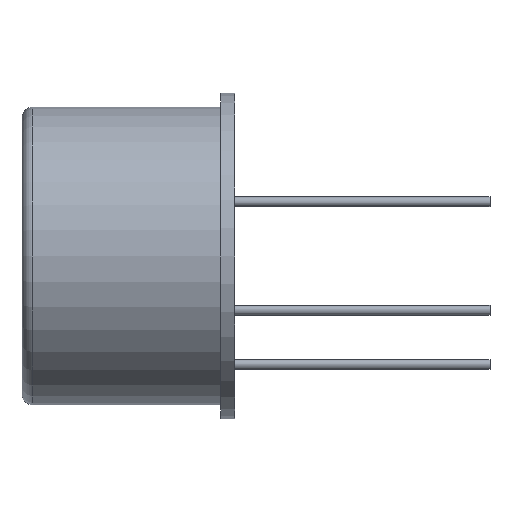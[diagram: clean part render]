
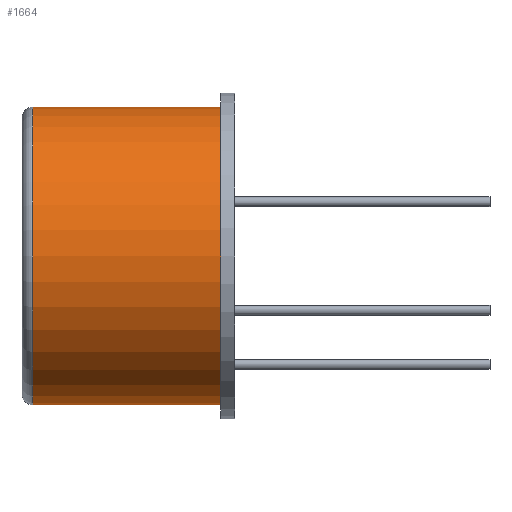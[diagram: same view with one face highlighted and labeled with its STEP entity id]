
A CAD part, left-side view. The second image highlights one B-rep face of the part: STEP entity #1664.
In plain terms, the highlighted cylindrical face has radius 7 mm (diameter 14 mm), a partial arc.
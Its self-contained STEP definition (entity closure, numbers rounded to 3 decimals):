
#61 = ORIENTED_EDGE ( 'NONE', *, *, #558, .F. ) ;
#132 = EDGE_CURVE ( 'NONE', #1154, #771, #974, .T. ) ;
#147 = DIRECTION ( 'NONE',  ( 0., -1., 0. ) ) ;
#169 = EDGE_CURVE ( 'NONE', #1154, #916, #1467, .T. ) ;
#196 = CARTESIAN_POINT ( 'NONE',  ( 0., 0.65, -7. ) ) ;
#225 = ORIENTED_EDGE ( 'NONE', *, *, #132, .T. ) ;
#286 = CYLINDRICAL_SURFACE ( 'NONE', #1459, 7. ) ;
#461 = CARTESIAN_POINT ( 'NONE',  ( 0., 0., 0. ) ) ;
#557 = LINE ( 'NONE', #1174, #1092 ) ;
#558 = EDGE_CURVE ( 'NONE', #916, #1348, #1250, .T. ) ;
#589 = CARTESIAN_POINT ( 'NONE',  ( 0., 9.5, 7. ) ) ;
#686 = CARTESIAN_POINT ( 'NONE',  ( 0., 0., 7. ) ) ;
#695 = CARTESIAN_POINT ( 'NONE',  ( 0., 9.5, 0. ) ) ;
#711 = AXIS2_PLACEMENT_3D ( 'NONE', #695, #1798, #876 ) ;
#771 = VERTEX_POINT ( 'NONE', #1448 ) ;
#780 = EDGE_LOOP ( 'NONE', ( #1220, #225, #850, #61 ) ) ;
#850 = ORIENTED_EDGE ( 'NONE', *, *, #1175, .T. ) ;
#876 = DIRECTION ( 'NONE',  ( 0., 0., -1. ) ) ;
#905 = FACE_OUTER_BOUND ( 'NONE', #780, .T. ) ;
#916 = VERTEX_POINT ( 'NONE', #1343 ) ;
#974 = CIRCLE ( 'NONE', #711, 7. ) ;
#1013 = DIRECTION ( 'NONE',  ( 0., -1., 0. ) ) ;
#1080 = DIRECTION ( 'NONE',  ( 0., 0., -1. ) ) ;
#1092 = VECTOR ( 'NONE', #1364, 1000. ) ;
#1154 = VERTEX_POINT ( 'NONE', #589 ) ;
#1174 = CARTESIAN_POINT ( 'NONE',  ( 0., 0., -7. ) ) ;
#1175 = EDGE_CURVE ( 'NONE', #771, #1348, #557, .T. ) ;
#1201 = CARTESIAN_POINT ( 'NONE',  ( 0., 0.65, 0. ) ) ;
#1220 = ORIENTED_EDGE ( 'NONE', *, *, #169, .F. ) ;
#1250 = CIRCLE ( 'NONE', #2022, 7. ) ;
#1343 = CARTESIAN_POINT ( 'NONE',  ( 0., 0.65, 7. ) ) ;
#1348 = VERTEX_POINT ( 'NONE', #196 ) ;
#1364 = DIRECTION ( 'NONE',  ( 0., -1., 0. ) ) ;
#1448 = CARTESIAN_POINT ( 'NONE',  ( 0., 9.5, -7. ) ) ;
#1459 = AXIS2_PLACEMENT_3D ( 'NONE', #461, #147, #1080 ) ;
#1467 = LINE ( 'NONE', #686, #1468 ) ;
#1468 = VECTOR ( 'NONE', #1934, 1000. ) ;
#1664 = ADVANCED_FACE ( 'NONE', ( #905 ), #286, .T. ) ;
#1798 = DIRECTION ( 'NONE',  ( 0., -1., 0. ) ) ;
#1883 = DIRECTION ( 'NONE',  ( 0., 0., -1. ) ) ;
#1934 = DIRECTION ( 'NONE',  ( 0., -1., 0. ) ) ;
#2022 = AXIS2_PLACEMENT_3D ( 'NONE', #1201, #1013, #1883 ) ;
